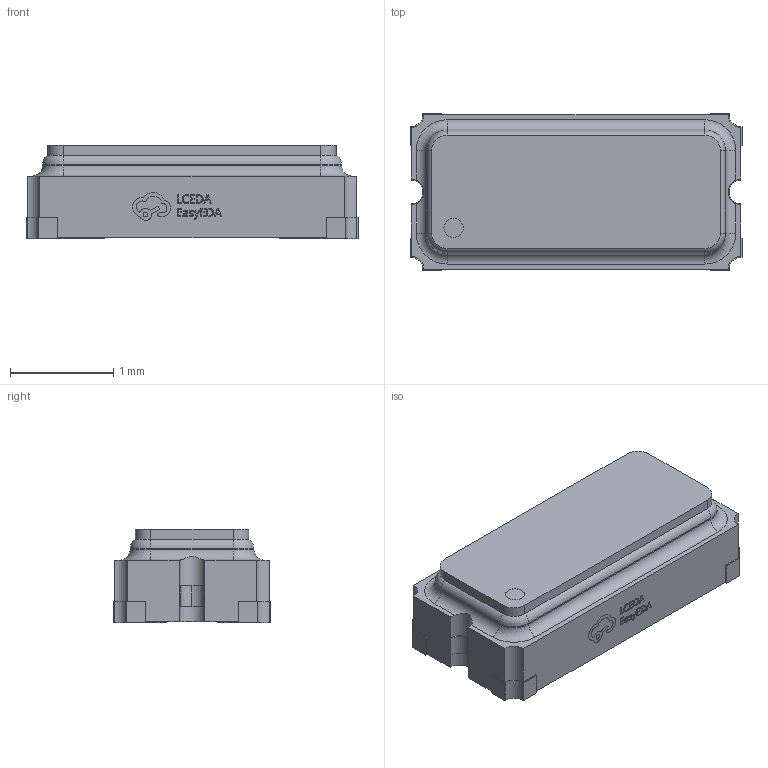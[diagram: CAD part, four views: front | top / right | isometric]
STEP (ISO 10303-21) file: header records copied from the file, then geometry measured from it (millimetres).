
FILE_DESCRIPTION (( 'STEP AP214' ), '1' );
FILE_NAME ('OSC-SMD_4P-L3.2-W1.5.step', '2022-07-07T03:19:23', ( '' ), ( '' ), 'SwSTEP 2.0', 'SolidWorks 2020', '' );
FILE_SCHEMA (( 'AUTOMOTIVE_DESIGN' ));
Length unit declared in the file: millimetre
Products named in the file (1): OSC-SMD_4P-L3.2-W1.5
Bounding box: 3.22 x 1.52 x 0.91 mm (x, y, z)
Volume: 3.8 mm3; surface area: 17.3 mm2
Topology: 3 solids, 3 shells, 404 faces, 1089 edges, 718 vertices
Faces by surface type: plane 247, bspline 112, cylinder 37, torus 8
Entity records: 18293 total; most frequent: CARTESIAN_POINT 4367, ORIENTED_EDGE 2178, DIRECTION 1523, EDGE_CURVE 1089, VECTOR 779, LINE 779, VERTEX_POINT 718, EDGE_LOOP 431
